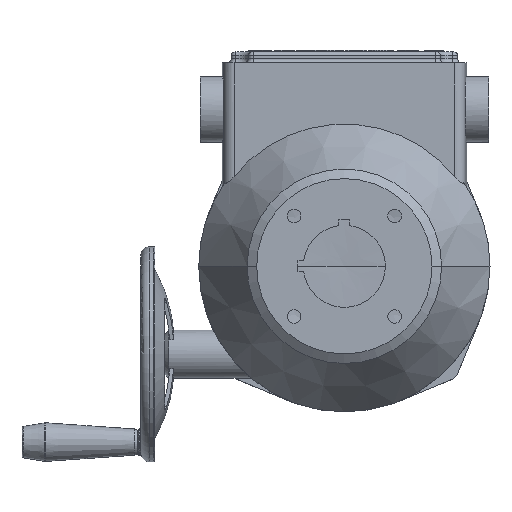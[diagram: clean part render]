
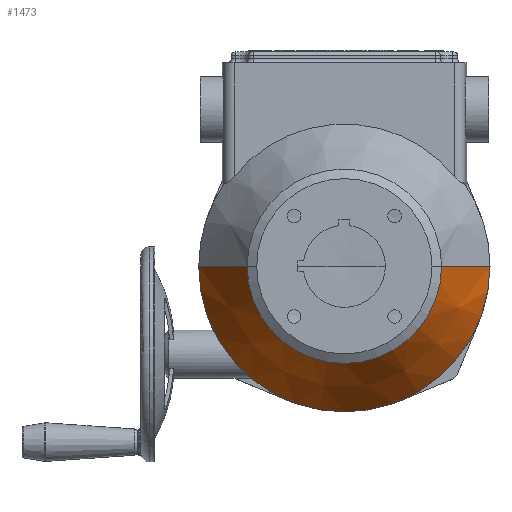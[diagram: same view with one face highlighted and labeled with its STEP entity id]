
A CAD part, front view. The second image highlights one B-rep face of the part: STEP entity #1473.
In plain terms, the highlighted conical face has half-angle 31.962 degrees and reference radius 56.457 mm.
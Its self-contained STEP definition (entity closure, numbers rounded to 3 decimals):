
#214 = EDGE_LOOP ( 'NONE', ( #9389, #9372, #9378, #9384 ) ) ;
#355 = AXIS2_PLACEMENT_3D ( 'NONE', #8811, #8812, #8813 ) ;
#356 = AXIS2_PLACEMENT_3D ( 'NONE', #8815, #8816, #8817 ) ;
#1117 = EDGE_CURVE ( 'NONE', #6130, #6129, #10260, .T. ) ;
#1118 = EDGE_CURVE ( 'NONE', #6076, #6084, #10261, .T. ) ;
#1347 = EDGE_CURVE ( 'NONE', #6130, #6076, #5478, .T. ) ;
#1351 = EDGE_CURVE ( 'NONE', #6129, #6084, #5485, .T. ) ;
#1473 = ADVANCED_FACE ( 'NONE', ( #11415 ), #11430, .T. ) ;
#3523 = CARTESIAN_POINT ( 'NONE',  ( -84.582, -169.045, 0. ) ) ;
#3535 = CARTESIAN_POINT ( 'NONE',  ( 84.582, -169.045, 0. ) ) ;
#3585 = CARTESIAN_POINT ( 'NONE',  ( -56.457, -214.122, 0. ) ) ;
#3586 = CARTESIAN_POINT ( 'NONE',  ( 56.457, -214.122, 0. ) ) ;
#4065 = AXIS2_PLACEMENT_3D ( 'NONE', #4695, #4693, #4691 ) ;
#4691 = DIRECTION ( 'NONE',  ( -1., 0., 0. ) ) ;
#4693 = DIRECTION ( 'NONE',  ( 0., 1., 0. ) ) ;
#4695 = CARTESIAN_POINT ( 'NONE',  ( 0., -214.122, 0. ) ) ;
#5478 = LINE ( 'NONE', #12727, #5481 ) ;
#5481 = VECTOR ( 'NONE', #12731, 1000. ) ;
#5485 = LINE ( 'NONE', #12736, #5489 ) ;
#5489 = VECTOR ( 'NONE', #12741, 1000. ) ;
#6076 = VERTEX_POINT ( 'NONE', #3535 ) ;
#6084 = VERTEX_POINT ( 'NONE', #3523 ) ;
#6129 = VERTEX_POINT ( 'NONE', #3585 ) ;
#6130 = VERTEX_POINT ( 'NONE', #3586 ) ;
#8811 = CARTESIAN_POINT ( 'NONE',  ( 0., -214.122, 0. ) ) ;
#8812 = DIRECTION ( 'NONE',  ( 0., 1., 0. ) ) ;
#8813 = DIRECTION ( 'NONE',  ( -1., 0., 0. ) ) ;
#8815 = CARTESIAN_POINT ( 'NONE',  ( 0., -169.045, 0. ) ) ;
#8816 = DIRECTION ( 'NONE',  ( 0., 1., 0. ) ) ;
#8817 = DIRECTION ( 'NONE',  ( -1., 0., 0. ) ) ;
#9372 = ORIENTED_EDGE ( 'NONE', *, *, #1117, .T. ) ;
#9378 = ORIENTED_EDGE ( 'NONE', *, *, #1351, .T. ) ;
#9384 = ORIENTED_EDGE ( 'NONE', *, *, #1118, .F. ) ;
#9389 = ORIENTED_EDGE ( 'NONE', *, *, #1347, .F. ) ;
#10260 = CIRCLE ( 'NONE', #355, 56.457 ) ;
#10261 = CIRCLE ( 'NONE', #356, 84.582 ) ;
#11415 = FACE_OUTER_BOUND ( 'NONE', #214, .T. ) ;
#11430 = CONICAL_SURFACE ( 'NONE', #4065, 56.457, 0.558 ) ;
#12727 = CARTESIAN_POINT ( 'NONE',  ( 56.457, -214.122, 0. ) ) ;
#12731 = DIRECTION ( 'NONE',  ( 0.529, 0.848, 0. ) ) ;
#12736 = CARTESIAN_POINT ( 'NONE',  ( -56.457, -214.122, 0. ) ) ;
#12741 = DIRECTION ( 'NONE',  ( -0.529, 0.848, 0. ) ) ;
